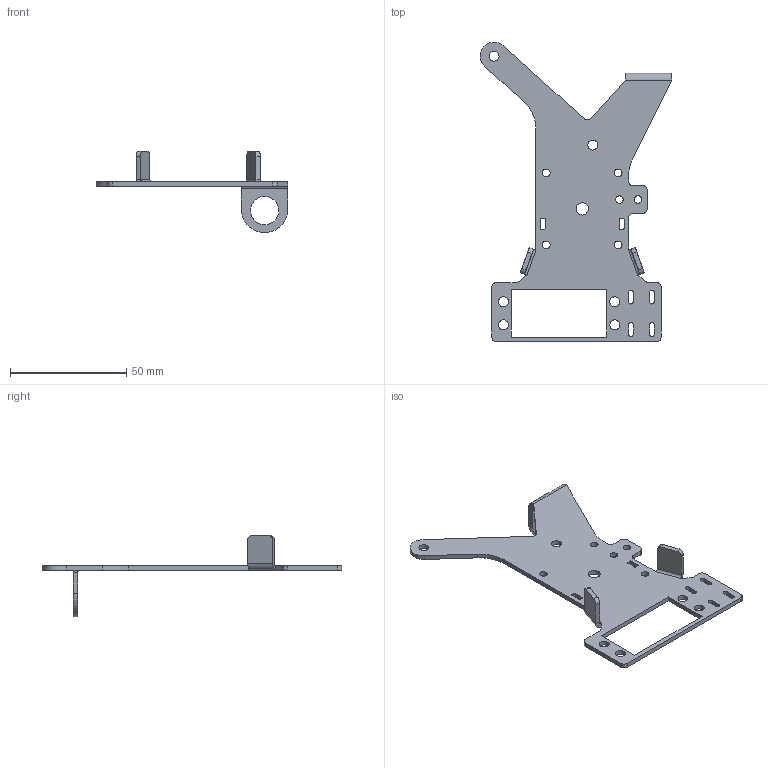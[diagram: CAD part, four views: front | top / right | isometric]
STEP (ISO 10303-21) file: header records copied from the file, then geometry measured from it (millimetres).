
FILE_DESCRIPTION (( 'STEP AP203' ), '1' );
FILE_NAME ('DSE Back Plate.STEP', '2020-03-03T13:10:33', ( '' ), ( '' ), 'SwSTEP 2.0', 'SolidWorks 2018', '' );
FILE_SCHEMA (( 'CONFIG_CONTROL_DESIGN' ));
Length unit declared in the file: millimetre
Products named in the file (1): DSE Back Plate
Bounding box: 82.6 x 129.05 x 35 mm (x, y, z)
Volume: 10932.9 mm3; surface area: 12848.3 mm2
Topology: 1 solids, 1 shells, 130 faces, 360 edges, 232 vertices
Faces by surface type: cylinder 71, plane 59
Entity records: 4335 total; most frequent: DIRECTION 764, CARTESIAN_POINT 723, ORIENTED_EDGE 720, EDGE_CURVE 360, AXIS2_PLACEMENT_3D 273, VERTEX_POINT 232, VECTOR 218, LINE 218
